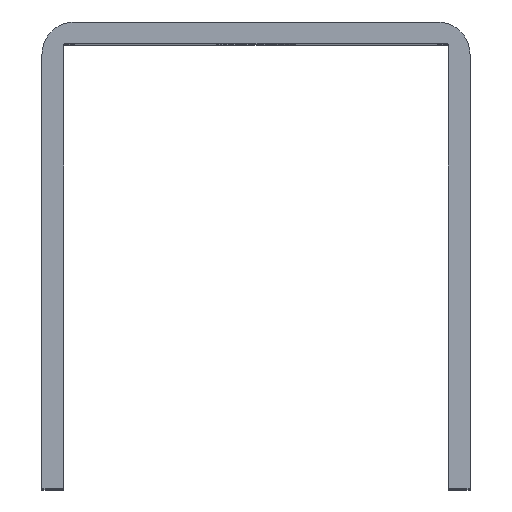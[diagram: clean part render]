
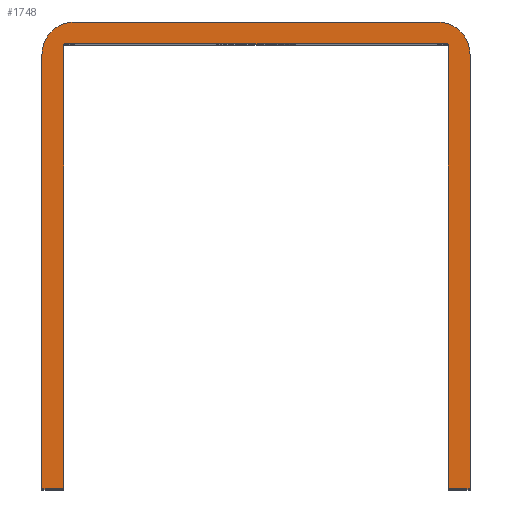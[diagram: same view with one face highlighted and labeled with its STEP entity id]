
A CAD part, top view. The second image highlights one B-rep face of the part: STEP entity #1748.
In plain terms, the highlighted planar face has unit normal (0, 0, 1).
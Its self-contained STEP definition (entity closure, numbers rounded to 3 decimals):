
#28=LINE($,#2532,#236);
#31=LINE($,#2538,#239);
#34=LINE($,#2544,#242);
#39=LINE($,#2560,#247);
#41=LINE($,#2564,#249);
#43=LINE($,#2567,#251);
#46=LINE($,#2573,#254);
#47=LINE($,#2574,#255);
#236=VECTOR($,#2023,20.09);
#239=VECTOR($,#2028,1.);
#242=VECTOR($,#2033,20.49);
#247=VECTOR($,#2050,20.49);
#249=VECTOR($,#2054,1.);
#251=VECTOR($,#2058,20.09);
#254=VECTOR($,#2065,17.61);
#255=VECTOR($,#2066,16.81);
#442=PLANE($,#1859);
#524=FACE_OUTER_BOUND($,#622,.T.);
#622=EDGE_LOOP($,(#1246,#1247,#1248,#1249,#1250,#1251,#1252,#1253,#1254,
#1255,#1256,#1257));
#714=CIRCLE($,#1843,1.5);
#716=CIRCLE($,#1846,1.5);
#718=CIRCLE($,#1852,0.1);
#719=CIRCLE($,#1854,0.1);
#771=VERTEX_POINT($,#2514);
#772=VERTEX_POINT($,#2516);
#775=VERTEX_POINT($,#2523);
#776=VERTEX_POINT($,#2525);
#778=VERTEX_POINT($,#2531);
#780=VERTEX_POINT($,#2537);
#782=VERTEX_POINT($,#2543);
#784=VERTEX_POINT($,#2549);
#785=VERTEX_POINT($,#2553);
#786=VERTEX_POINT($,#2555);
#787=VERTEX_POINT($,#2559);
#788=VERTEX_POINT($,#2563);
#940=EDGE_CURVE($,#772,#771,#714,.T.);
#944=EDGE_CURVE($,#776,#775,#716,.T.);
#947=EDGE_CURVE($,#778,#776,#28,.T.);
#950=EDGE_CURVE($,#780,#778,#31,.T.);
#953=EDGE_CURVE($,#782,#780,#34,.T.);
#956=EDGE_CURVE($,#784,#782,#718,.T.);
#959=EDGE_CURVE($,#786,#785,#719,.T.);
#961=EDGE_CURVE($,#787,#786,#39,.T.);
#963=EDGE_CURVE($,#788,#787,#41,.T.);
#965=EDGE_CURVE($,#771,#788,#43,.T.);
#968=EDGE_CURVE($,#785,#784,#46,.T.);
#969=EDGE_CURVE($,#775,#772,#47,.T.);
#1246=ORIENTED_EDGE($,*,*,#965,.T.);
#1247=ORIENTED_EDGE($,*,*,#963,.T.);
#1248=ORIENTED_EDGE($,*,*,#961,.T.);
#1249=ORIENTED_EDGE($,*,*,#959,.T.);
#1250=ORIENTED_EDGE($,*,*,#968,.T.);
#1251=ORIENTED_EDGE($,*,*,#956,.T.);
#1252=ORIENTED_EDGE($,*,*,#953,.T.);
#1253=ORIENTED_EDGE($,*,*,#950,.T.);
#1254=ORIENTED_EDGE($,*,*,#947,.T.);
#1255=ORIENTED_EDGE($,*,*,#944,.T.);
#1256=ORIENTED_EDGE($,*,*,#969,.T.);
#1257=ORIENTED_EDGE($,*,*,#940,.T.);
#1748=ADVANCED_FACE($,(#524),#442,.T.);
#1843=AXIS2_PLACEMENT_3D($,#2517,#2009,#2010);
#1846=AXIS2_PLACEMENT_3D($,#2526,#2017,#2018);
#1852=AXIS2_PLACEMENT_3D($,#2550,#2039,#2040);
#1854=AXIS2_PLACEMENT_3D($,#2556,#2045,#2046);
#1859=AXIS2_PLACEMENT_3D($,#2572,#2063,#2064);
#2009=DIRECTION('center_axis',(0.,0.,
1.));
#2010=DIRECTION('ref_axis',(-1.,0.,0.));
#2017=DIRECTION('center_axis',(0.,0.,
1.));
#2018=DIRECTION('ref_axis',(0.,1.,0.));
#2023=DIRECTION($,(0.,1.,0.));
#2028=DIRECTION($,(1.,0.,0.));
#2033=DIRECTION($,(0.,-1.,0.));
#2039=DIRECTION('center_axis',(0.,0.,
-1.));
#2040=DIRECTION('ref_axis',(1.,0.,0.));
#2045=DIRECTION('center_axis',(0.,0.,
-1.));
#2046=DIRECTION('ref_axis',(0.,1.,0.));
#2050=DIRECTION($,(0.,1.,0.));
#2054=DIRECTION($,(1.,0.,0.));
#2058=DIRECTION($,(0.,-1.,0.));
#2063=DIRECTION('center_axis',(0.,0.,
1.));
#2064=DIRECTION('ref_axis',(0.,-1.,0.));
#2065=DIRECTION($,(1.,0.,0.));
#2066=DIRECTION($,(-1.,0.,0.));
#2514=CARTESIAN_POINT('',(-9.905,-0.5,36.83));
#2516=CARTESIAN_POINT('',(-8.405,1.,36.83));
#2517=CARTESIAN_POINT('Origin',(-8.405,-0.5,36.83));
#2523=CARTESIAN_POINT('',(8.405,1.,36.83));
#2525=CARTESIAN_POINT('',(9.905,-0.5,36.83));
#2526=CARTESIAN_POINT('Origin',(8.405,-0.5,36.83));
#2531=CARTESIAN_POINT('',(9.905,-20.59,36.83));
#2532=CARTESIAN_POINT($,(9.905,-0.5,36.83));
#2537=CARTESIAN_POINT('',(8.905,-20.59,36.83));
#2538=CARTESIAN_POINT($,(9.905,-20.59,36.83));
#2543=CARTESIAN_POINT('',(8.905,-0.1,36.83));
#2544=CARTESIAN_POINT($,(8.905,-20.59,36.83));
#2549=CARTESIAN_POINT('',(8.805,0.,36.83));
#2550=CARTESIAN_POINT('Origin',(8.805,-0.1,36.83));
#2553=CARTESIAN_POINT('',(-8.805,0.,36.83));
#2555=CARTESIAN_POINT('',(-8.905,-0.1,36.83));
#2556=CARTESIAN_POINT('Origin',(-8.805,-0.1,36.83));
#2559=CARTESIAN_POINT('',(-8.905,-20.59,36.83));
#2560=CARTESIAN_POINT($,(-8.905,-0.1,36.83));
#2563=CARTESIAN_POINT('',(-9.905,-20.59,36.83));
#2564=CARTESIAN_POINT($,(-8.905,-20.59,36.83));
#2567=CARTESIAN_POINT($,(-9.905,-20.59,36.83));
#2572=CARTESIAN_POINT('Origin',(0.,-7.173,
36.83));
#2573=CARTESIAN_POINT($,(8.805,0.,36.83));
#2574=CARTESIAN_POINT($,(-8.405,1.,36.83));
